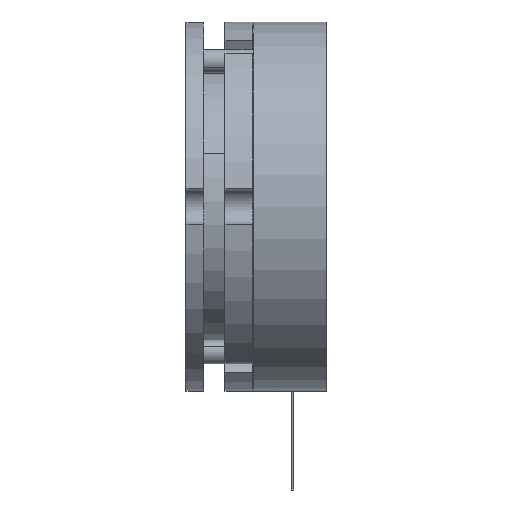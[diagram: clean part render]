
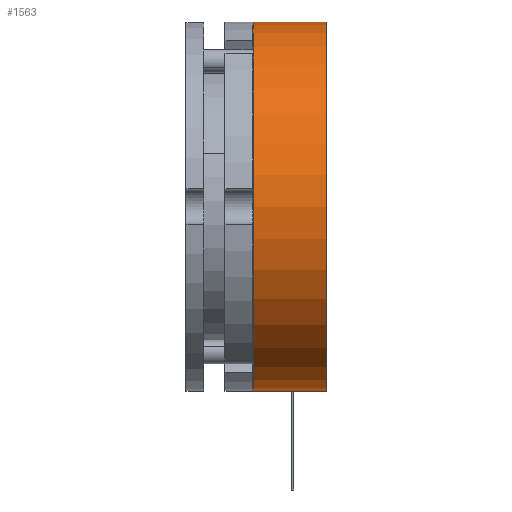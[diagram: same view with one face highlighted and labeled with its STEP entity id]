
A CAD part, front view. The second image highlights one B-rep face of the part: STEP entity #1563.
In plain terms, the highlighted cylindrical face has radius 93.5 mm (diameter 187 mm), a partial arc.
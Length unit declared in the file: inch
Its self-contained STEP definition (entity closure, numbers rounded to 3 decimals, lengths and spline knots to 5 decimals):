
#130 = AXIS2_PLACEMENT_3D ( 'NONE', #1802, #5645, #838 ) ;
#442 = FACE_BOUND ( 'NONE', #3437, .T. ) ;
#498 = CARTESIAN_POINT ( 'NONE',  ( -0.64279, -0.03044, -3.68098 ) ) ;
#635 = CARTESIAN_POINT ( 'NONE',  ( -0.67621, -0.05693, -3.68066 ) ) ;
#838 = DIRECTION ( 'NONE',  ( 0., 0., 1. ) ) ;
#1073 = DIRECTION ( 'NONE',  ( -1., 0., 0. ) ) ;
#1211 = VECTOR ( 'NONE', #1073, 39.37008 ) ;
#1379 = VERTEX_POINT ( 'NONE', #8042 ) ;
#1483 = FACE_OUTER_BOUND ( 'NONE', #2226, .T. ) ;
#1563 = ADVANCED_FACE ( 'NONE', ( #1483, #442 ), #8338, .T. ) ;
#1582 = EDGE_CURVE ( 'NONE', #3213, #1379, #5382, .T. ) ;
#1604 = CARTESIAN_POINT ( 'NONE',  ( -0.69579, -0.03394, -3.68095 ) ) ;
#1719 = CARTESIAN_POINT ( 'NONE',  ( -0.64566, -0.0166, -3.68107 ) ) ;
#1781 = CARTESIAN_POINT ( 'NONE',  ( -0.66233, -0.00463, -3.6811 ) ) ;
#1802 = CARTESIAN_POINT ( 'NONE',  ( 0., 0., 0. ) ) ;
#2040 = LINE ( 'NONE', #6000, #1211 ) ;
#2049 = CARTESIAN_POINT ( 'NONE',  ( -0.67626, -0.00393, -3.6811 ) ) ;
#2155 = ORIENTED_EDGE ( 'NONE', *, *, #6266, .T. ) ;
#2226 = EDGE_LOOP ( 'NONE', ( #2383, #2155, #4154, #11555 ) ) ;
#2383 = ORIENTED_EDGE ( 'NONE', *, *, #2927, .F. ) ;
#2583 = CARTESIAN_POINT ( 'NONE',  ( -1.45669, 0., -3.6811 ) ) ;
#2642 = CARTESIAN_POINT ( 'NONE',  ( -0.64348, -0.03736, -3.68091 ) ) ;
#2761 = CARTESIAN_POINT ( 'NONE',  ( -0.65592, -0.00729, -3.6811 ) ) ;
#2927 = EDGE_CURVE ( 'NONE', #6536, #7257, #5041, .T. ) ;
#3165 = DIRECTION ( 'NONE',  ( 0., 0., 1. ) ) ;
#3213 = VERTEX_POINT ( 'NONE', #7917 ) ;
#3296 = VERTEX_POINT ( 'NONE', #4483 ) ;
#3437 = EDGE_LOOP ( 'NONE', ( #11593, #11043 ) ) ;
#3614 = CARTESIAN_POINT ( 'NONE',  ( -0.66237, -0.05625, -3.68067 ) ) ;
#4154 = ORIENTED_EDGE ( 'NONE', *, *, #9121, .T. ) ;
#4483 = CARTESIAN_POINT ( 'NONE',  ( -1.45669, 0., 3.6811 ) ) ;
#4593 = CARTESIAN_POINT ( 'NONE',  ( -0.66584, -0.05694, -3.68066 ) ) ;
#4646 = CARTESIAN_POINT ( 'NONE',  ( -0.64808, -0.04671, -3.68081 ) ) ;
#4708 = CARTESIAN_POINT ( 'NONE',  ( -0.65298, -0.00927, -3.68109 ) ) ;
#5041 = LINE ( 'NONE', #10851, #12764 ) ;
#5382 = B_SPLINE_CURVE_WITH_KNOTS ( 'NONE', 3,
 ( #11303, #1604, #6399, #10406, #5569, #10350, #635, #4593, #3614, #5441, #7551, #4646, #11495, #2642, #9370, #498 ),
 .UNSPECIFIED., .F., .F.,
 ( 4, 2, 2, 2, 2, 2, 2, 4 ),
 ( 0., 0.00026, 0.00053, 0.00105, 0.00132, 0.00158, 0.00184, 0.0021 ),
 .UNSPECIFIED. ) ;
#5441 = CARTESIAN_POINT ( 'NONE',  ( -0.65595, -0.0536, -3.68071 ) ) ;
#5569 = CARTESIAN_POINT ( 'NONE',  ( -0.69047, -0.04673, -3.68081 ) ) ;
#5610 = EDGE_CURVE ( 'NONE', #1379, #3213, #11408, .T. ) ;
#5645 = DIRECTION ( 'NONE',  ( -1., 0., 0. ) ) ;
#6000 = CARTESIAN_POINT ( 'NONE',  ( 0., 0., 3.6811 ) ) ;
#6006 = CARTESIAN_POINT ( 'NONE',  ( -0.68312, -0.0068, -3.6811 ) ) ;
#6266 = EDGE_CURVE ( 'NONE', #6536, #12683, #11704, .T. ) ;
#6399 = CARTESIAN_POINT ( 'NONE',  ( -0.6951, -0.03738, -3.68091 ) ) ;
#6464 = CARTESIAN_POINT ( 'NONE',  ( 0., 0., 0. ) ) ;
#6536 = VERTEX_POINT ( 'NONE', #8931 ) ;
#6648 = CARTESIAN_POINT ( 'NONE',  ( -0.64279, -0.03044, -3.68098 ) ) ;
#7181 = AXIS2_PLACEMENT_3D ( 'NONE', #10848, #11570, #3165 ) ;
#7257 = VERTEX_POINT ( 'NONE', #2583 ) ;
#7551 = CARTESIAN_POINT ( 'NONE',  ( -0.65303, -0.05165, -3.68074 ) ) ;
#7917 = CARTESIAN_POINT ( 'NONE',  ( -0.69579, -0.03044, -3.68098 ) ) ;
#8001 = CARTESIAN_POINT ( 'NONE',  ( -0.69579, -0.03044, -3.68098 ) ) ;
#8042 = CARTESIAN_POINT ( 'NONE',  ( -0.64279, -0.03044, -3.68098 ) ) ;
#8338 = CYLINDRICAL_SURFACE ( 'NONE', #12002, 3.6811 ) ;
#8646 = EDGE_CURVE ( 'NONE', #7257, #3296, #12358, .T. ) ;
#8931 = CARTESIAN_POINT ( 'NONE',  ( 0., 0., -3.6811 ) ) ;
#9121 = EDGE_CURVE ( 'NONE', #12683, #3296, #2040, .T. ) ;
#9370 = CARTESIAN_POINT ( 'NONE',  ( -0.64279, -0.0339, -3.68095 ) ) ;
#9436 = DIRECTION ( 'NONE',  ( -1., 0., 0. ) ) ;
#10350 = CARTESIAN_POINT ( 'NONE',  ( -0.68314, -0.05407, -3.68071 ) ) ;
#10406 = CARTESIAN_POINT ( 'NONE',  ( -0.69244, -0.04379, -3.68084 ) ) ;
#10588 = CARTESIAN_POINT ( 'NONE',  ( -0.64279, -0.02352, -3.68103 ) ) ;
#10782 = CARTESIAN_POINT ( 'NONE',  ( -0.69579, -0.02344, -3.68103 ) ) ;
#10848 = CARTESIAN_POINT ( 'NONE',  ( -1.45669, 0., 0. ) ) ;
#10851 = CARTESIAN_POINT ( 'NONE',  ( 0., 0., -3.6811 ) ) ;
#10955 = CARTESIAN_POINT ( 'NONE',  ( 0., 0., 3.6811 ) ) ;
#11043 = ORIENTED_EDGE ( 'NONE', *, *, #5610, .T. ) ;
#11303 = CARTESIAN_POINT ( 'NONE',  ( -0.69579, -0.03044, -3.68098 ) ) ;
#11408 = B_SPLINE_CURVE_WITH_KNOTS ( 'NONE', 3,
 ( #6648, #10588, #1719, #4708, #2761, #1781, #12798, #2049, #6006, #11751, #10782, #8001 ),
 .UNSPECIFIED., .F., .F.,
 ( 4, 2, 2, 2, 2, 4 ),
 ( 0.0021, 0.00263, 0.00289, 0.00316, 0.00368, 0.00421 ),
 .UNSPECIFIED. ) ;
#11495 = CARTESIAN_POINT ( 'NONE',  ( -0.64614, -0.04379, -3.68084 ) ) ;
#11555 = ORIENTED_EDGE ( 'NONE', *, *, #8646, .F. ) ;
#11570 = DIRECTION ( 'NONE',  ( -1., 0., 0. ) ) ;
#11593 = ORIENTED_EDGE ( 'NONE', *, *, #1582, .T. ) ;
#11704 = CIRCLE ( 'NONE', #130, 3.6811 ) ;
#11751 = CARTESIAN_POINT ( 'NONE',  ( -0.69291, -0.01657, -3.68107 ) ) ;
#12002 = AXIS2_PLACEMENT_3D ( 'NONE', #6464, #9436, #12292 ) ;
#12088 = DIRECTION ( 'NONE',  ( -1., 0., 0. ) ) ;
#12292 = DIRECTION ( 'NONE',  ( 0., 0., 1. ) ) ;
#12358 = CIRCLE ( 'NONE', #7181, 3.6811 ) ;
#12683 = VERTEX_POINT ( 'NONE', #10955 ) ;
#12764 = VECTOR ( 'NONE', #12088, 39.37008 ) ;
#12798 = CARTESIAN_POINT ( 'NONE',  ( -0.66577, -0.00394, -3.6811 ) ) ;
